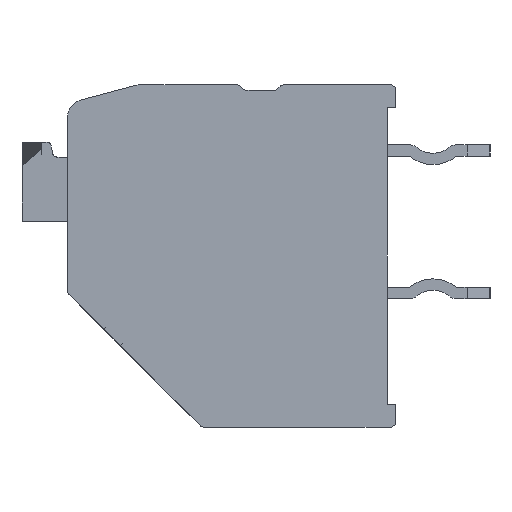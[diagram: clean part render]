
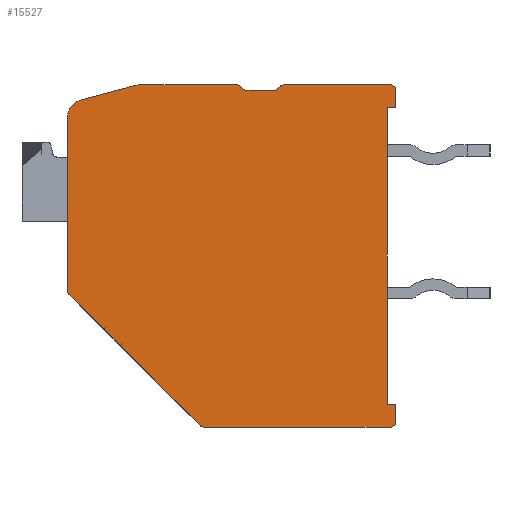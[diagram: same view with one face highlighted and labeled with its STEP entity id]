
A CAD part, left-side view. The second image highlights one B-rep face of the part: STEP entity #15527.
In plain terms, the highlighted planar face has unit normal (-1, 0, 0).
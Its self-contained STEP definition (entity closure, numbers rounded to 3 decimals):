
#5036=CARTESIAN_POINT('',(-42.,5.15,4.883));
#5037=DIRECTION('',(1.,0.,0.));
#5038=DIRECTION('',(0.,1.,0.));
#5039=AXIS2_PLACEMENT_3D('',#5036,#5037,#5038);
#5041=DIRECTION('',(0.,-0.966,0.259));
#5042=VECTOR('',#5041,1.997);
#5043=CARTESIAN_POINT('',(-42.,5.305,5.463));
#5044=LINE('',#5043,#5042);
#5045=CARTESIAN_POINT('',(-42.,3.221,5.4));
#5046=DIRECTION('',(1.,0.,0.));
#5047=DIRECTION('',(0.,0.259,0.966));
#5048=AXIS2_PLACEMENT_3D('',#5045,#5046,#5047);
#5050=DIRECTION('',(0.,-1.,0.));
#5051=VECTOR('',#5050,3.388);
#5052=CARTESIAN_POINT('',(-42.,3.221,6.));
#5053=LINE('',#5052,#5051);
#5054=CARTESIAN_POINT('',(-42.,-0.167,5.8));
#5055=DIRECTION('',(1.,0.,0.));
#5056=DIRECTION('',(0.,0.,1.));
#5057=AXIS2_PLACEMENT_3D('',#5054,#5055,#5056);
#5059=DIRECTION('',(0.,-0.707,-0.707));
#5060=VECTOR('',#5059,0.117);
#5061=CARTESIAN_POINT('',(-42.,-0.309,5.941));
#5062=LINE('',#5061,#5060);
#5063=CARTESIAN_POINT('',(-42.,-0.533,6.));
#5064=DIRECTION('',(-1.,0.,0.));
#5065=DIRECTION('',(0.,0.707,-0.707));
#5066=AXIS2_PLACEMENT_3D('',#5063,#5064,#5065);
#5068=DIRECTION('',(0.,-1.,0.));
#5069=VECTOR('',#5068,0.934);
#5070=CARTESIAN_POINT('',(-42.,-0.533,5.8));
#5071=LINE('',#5070,#5069);
#5072=CARTESIAN_POINT('',(-42.,-1.467,6.));
#5073=DIRECTION('',(-1.,0.,0.));
#5074=DIRECTION('',(0.,0.,-1.));
#5075=AXIS2_PLACEMENT_3D('',#5072,#5073,#5074);
#5077=DIRECTION('',(0.,-0.707,0.707));
#5078=VECTOR('',#5077,0.117);
#5079=CARTESIAN_POINT('',(-42.,-1.609,5.859));
#5080=LINE('',#5079,#5078);
#5081=CARTESIAN_POINT('',(-42.,-1.833,5.8));
#5082=DIRECTION('',(1.,0.,0.));
#5083=DIRECTION('',(0.,0.707,0.707));
#5084=AXIS2_PLACEMENT_3D('',#5081,#5082,#5083);
#5086=DIRECTION('',(0.,-1.,0.));
#5087=VECTOR('',#5086,3.717);
#5088=CARTESIAN_POINT('',(-42.,-1.833,6.));
#5089=LINE('',#5088,#5087);
#5090=CARTESIAN_POINT('',(-42.,-5.55,5.8));
#5091=DIRECTION('',(1.,0.,0.));
#5092=DIRECTION('',(0.,0.,1.));
#5093=AXIS2_PLACEMENT_3D('',#5090,#5091,#5092);
#5095=DIRECTION('',(0.,0.,-1.));
#5096=VECTOR('',#5095,0.6);
#5097=CARTESIAN_POINT('',(-42.,-5.75,5.8));
#5098=LINE('',#5097,#5096);
#5099=DIRECTION('',(0.,1.,0.));
#5100=VECTOR('',#5099,0.3);
#5101=CARTESIAN_POINT('',(-42.,-5.75,5.2));
#5102=LINE('',#5101,#5100);
#5103=DIRECTION('',(0.,0.,-1.));
#5104=VECTOR('',#5103,10.4);
#5105=CARTESIAN_POINT('',(-42.,-5.45,5.2));
#5106=LINE('',#5105,#5104);
#5107=DIRECTION('',(0.,-1.,0.));
#5108=VECTOR('',#5107,0.3);
#5109=CARTESIAN_POINT('',(-42.,-5.45,-5.2));
#5110=LINE('',#5109,#5108);
#5111=DIRECTION('',(0.,0.,-1.));
#5112=VECTOR('',#5111,0.6);
#5113=CARTESIAN_POINT('',(-42.,-5.75,-5.2));
#5114=LINE('',#5113,#5112);
#5115=CARTESIAN_POINT('',(-42.,-5.55,-5.8));
#5116=DIRECTION('',(1.,0.,0.));
#5117=DIRECTION('',(0.,-1.,0.));
#5118=AXIS2_PLACEMENT_3D('',#5115,#5116,#5117);
#5120=DIRECTION('',(0.,1.,0.));
#5121=VECTOR('',#5120,6.515);
#5122=CARTESIAN_POINT('',(-42.,-5.55,-6.));
#5123=LINE('',#5122,#5121);
#5124=CARTESIAN_POINT('',(-42.,0.965,-5.8));
#5125=DIRECTION('',(1.,0.,0.));
#5126=DIRECTION('',(0.,0.,-1.));
#5127=AXIS2_PLACEMENT_3D('',#5124,#5125,#5126);
#5129=DIRECTION('',(0.,0.707,0.707));
#5130=VECTOR('',#5129,6.484);
#5131=CARTESIAN_POINT('',(-42.,1.107,-5.941));
#5132=LINE('',#5131,#5130);
#5133=CARTESIAN_POINT('',(-42.,5.55,-1.215));
#5134=DIRECTION('',(1.,0.,0.));
#5135=DIRECTION('',(0.,0.707,-0.707));
#5136=AXIS2_PLACEMENT_3D('',#5133,#5134,#5135);
#5138=DIRECTION('',(0.,0.,1.));
#5139=VECTOR('',#5138,6.098);
#5140=CARTESIAN_POINT('',(-42.,5.75,-1.215));
#5141=LINE('',#5140,#5139);
#6958=CARTESIAN_POINT('',(-42.,5.75,4.883));
#6959=CARTESIAN_POINT('',(-42.,5.305,5.463));
#6960=VERTEX_POINT('',#6958);
#6961=VERTEX_POINT('',#6959);
#6962=CARTESIAN_POINT('',(-42.,3.376,5.98));
#6963=VERTEX_POINT('',#6962);
#6964=CARTESIAN_POINT('',(-42.,3.221,6.));
#6965=VERTEX_POINT('',#6964);
#6966=CARTESIAN_POINT('',(-42.,-0.167,6.));
#6967=VERTEX_POINT('',#6966);
#6968=CARTESIAN_POINT('',(-42.,-0.309,5.941));
#6969=VERTEX_POINT('',#6968);
#6970=CARTESIAN_POINT('',(-42.,-0.391,5.859));
#6971=VERTEX_POINT('',#6970);
#6972=CARTESIAN_POINT('',(-42.,-0.533,5.8));
#6973=VERTEX_POINT('',#6972);
#6974=CARTESIAN_POINT('',(-42.,-1.467,5.8));
#6975=VERTEX_POINT('',#6974);
#6976=CARTESIAN_POINT('',(-42.,-1.609,5.859));
#6977=VERTEX_POINT('',#6976);
#6978=CARTESIAN_POINT('',(-42.,-1.691,5.941));
#6979=VERTEX_POINT('',#6978);
#6980=CARTESIAN_POINT('',(-42.,-1.833,6.));
#6981=VERTEX_POINT('',#6980);
#6982=CARTESIAN_POINT('',(-42.,-5.55,6.));
#6983=VERTEX_POINT('',#6982);
#6984=CARTESIAN_POINT('',(-42.,-5.75,5.8));
#6985=VERTEX_POINT('',#6984);
#6986=CARTESIAN_POINT('',(-42.,-5.75,5.2));
#6987=VERTEX_POINT('',#6986);
#6988=CARTESIAN_POINT('',(-42.,-5.45,5.2));
#6989=VERTEX_POINT('',#6988);
#6990=CARTESIAN_POINT('',(-42.,-5.45,-5.2));
#6991=VERTEX_POINT('',#6990);
#6992=CARTESIAN_POINT('',(-42.,-5.75,-5.2));
#6993=VERTEX_POINT('',#6992);
#6994=CARTESIAN_POINT('',(-42.,-5.75,-5.8));
#6995=VERTEX_POINT('',#6994);
#6996=CARTESIAN_POINT('',(-42.,-5.55,-6.));
#6997=VERTEX_POINT('',#6996);
#6998=CARTESIAN_POINT('',(-42.,0.965,-6.));
#6999=VERTEX_POINT('',#6998);
#7000=CARTESIAN_POINT('',(-42.,1.107,-5.941));
#7001=VERTEX_POINT('',#7000);
#7002=CARTESIAN_POINT('',(-42.,5.691,-1.357));
#7003=VERTEX_POINT('',#7002);
#7004=CARTESIAN_POINT('',(-42.,5.75,-1.215));
#7005=VERTEX_POINT('',#7004);
#15496=CARTESIAN_POINT('',(-42.,0.,0.));
#15497=DIRECTION('',(1.,0.,0.));
#15498=DIRECTION('',(0.,0.,-1.));
#15499=AXIS2_PLACEMENT_3D('',#15496,#15497,#15498);
#15500=PLANE('',#15499);
#15501=ORIENTED_EDGE('',*,*,#8892,.T.);
#15502=ORIENTED_EDGE('',*,*,#8907,.T.);
#15503=ORIENTED_EDGE('',*,*,#8921,.T.);
#15504=ORIENTED_EDGE('',*,*,#8935,.T.);
#15505=ORIENTED_EDGE('',*,*,#8949,.T.);
#15506=ORIENTED_EDGE('',*,*,#8963,.T.);
#15507=ORIENTED_EDGE('',*,*,#8977,.T.);
#15508=ORIENTED_EDGE('',*,*,#8991,.T.);
#15509=ORIENTED_EDGE('',*,*,#9005,.T.);
#15510=ORIENTED_EDGE('',*,*,#9019,.T.);
#15511=ORIENTED_EDGE('',*,*,#9033,.T.);
#15512=ORIENTED_EDGE('',*,*,#9047,.T.);
#15513=ORIENTED_EDGE('',*,*,#9061,.T.);
#15514=ORIENTED_EDGE('',*,*,#9075,.T.);
#15515=ORIENTED_EDGE('',*,*,#9089,.T.);
#15516=ORIENTED_EDGE('',*,*,#9103,.T.);
#15517=ORIENTED_EDGE('',*,*,#9237,.T.);
#15518=ORIENTED_EDGE('',*,*,#9251,.T.);
#15519=ORIENTED_EDGE('',*,*,#9265,.T.);
#15520=ORIENTED_EDGE('',*,*,#9279,.T.);
#15521=ORIENTED_EDGE('',*,*,#9293,.T.);
#15522=ORIENTED_EDGE('',*,*,#9316,.T.);
#15523=ORIENTED_EDGE('',*,*,#9767,.T.);
#15524=ORIENTED_EDGE('',*,*,#9898,.T.);
#15525=EDGE_LOOP('',(#15501,#15502,#15503,#15504,#15505,#15506,#15507,#15508,
#15509,#15510,#15511,#15512,#15513,#15514,#15515,#15516,#15517,#15518,#15519,
#15520,#15521,#15522,#15523,#15524));
#15526=FACE_OUTER_BOUND('',#15525,.F.);
#5040=CIRCLE('',#5039,0.6);
#5049=CIRCLE('',#5048,0.6);
#5058=CIRCLE('',#5057,0.2);
#5067=CIRCLE('',#5066,0.2);
#5076=CIRCLE('',#5075,0.2);
#5085=CIRCLE('',#5084,0.2);
#5094=CIRCLE('',#5093,0.2);
#5119=CIRCLE('',#5118,0.2);
#5128=CIRCLE('',#5127,0.2);
#5137=CIRCLE('',#5136,0.2);
#8892=EDGE_CURVE('',#6960,#6961,#5040,.T.);
#8907=EDGE_CURVE('',#6961,#6963,#5044,.T.);
#8921=EDGE_CURVE('',#6963,#6965,#5049,.T.);
#8935=EDGE_CURVE('',#6965,#6967,#5053,.T.);
#8949=EDGE_CURVE('',#6967,#6969,#5058,.T.);
#8963=EDGE_CURVE('',#6969,#6971,#5062,.T.);
#8977=EDGE_CURVE('',#6971,#6973,#5067,.T.);
#8991=EDGE_CURVE('',#6973,#6975,#5071,.T.);
#9005=EDGE_CURVE('',#6975,#6977,#5076,.T.);
#9019=EDGE_CURVE('',#6977,#6979,#5080,.T.);
#9033=EDGE_CURVE('',#6979,#6981,#5085,.T.);
#9047=EDGE_CURVE('',#6981,#6983,#5089,.T.);
#9061=EDGE_CURVE('',#6983,#6985,#5094,.T.);
#9075=EDGE_CURVE('',#6985,#6987,#5098,.T.);
#9089=EDGE_CURVE('',#6987,#6989,#5102,.T.);
#9103=EDGE_CURVE('',#6989,#6991,#5106,.T.);
#9237=EDGE_CURVE('',#6991,#6993,#5110,.T.);
#9251=EDGE_CURVE('',#6993,#6995,#5114,.T.);
#9265=EDGE_CURVE('',#6995,#6997,#5119,.T.);
#9279=EDGE_CURVE('',#6997,#6999,#5123,.T.);
#9293=EDGE_CURVE('',#6999,#7001,#5128,.T.);
#9316=EDGE_CURVE('',#7001,#7003,#5132,.T.);
#9767=EDGE_CURVE('',#7003,#7005,#5137,.T.);
#9898=EDGE_CURVE('',#7005,#6960,#5141,.T.);
#15527=ADVANCED_FACE('',(#15526),#15500,.F.);
